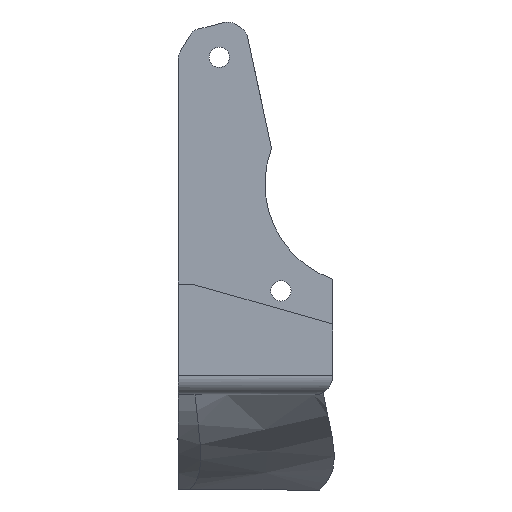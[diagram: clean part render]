
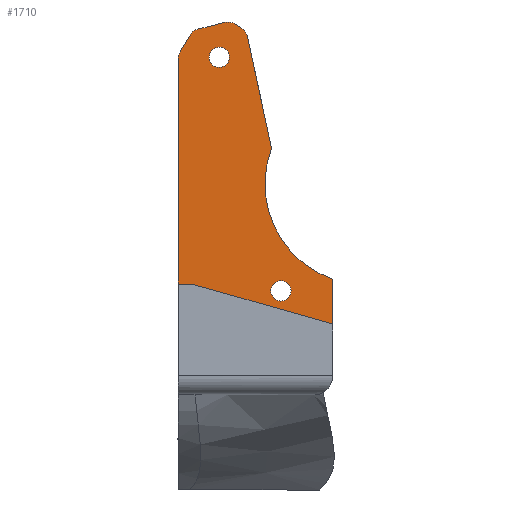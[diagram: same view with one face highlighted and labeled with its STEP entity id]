
A CAD part, left-side view. The second image highlights one B-rep face of the part: STEP entity #1710.
In plain terms, the highlighted planar face has unit normal (-1, 0, 0).
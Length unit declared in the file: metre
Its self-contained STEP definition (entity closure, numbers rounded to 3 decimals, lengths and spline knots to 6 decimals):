
#45=CIRCLE('',#1830,0.0018);
#46=CIRCLE('',#1832,0.0016);
#47=CIRCLE('',#1833,0.0016);
#48=CIRCLE('',#1834,0.0158);
#49=CIRCLE('',#1835,0.002);
#50=CIRCLE('',#1836,0.002);
#51=CIRCLE('',#1837,0.002);
#52=CIRCLE('',#1838,0.002);
#90=PLANE('',#1831);
#144=LINE('',#2674,#286);
#155=LINE('',#2700,#297);
#157=LINE('',#2712,#299);
#158=LINE('',#2715,#300);
#159=LINE('',#2716,#301);
#160=LINE('',#2720,#302);
#161=LINE('',#2724,#303);
#162=LINE('',#2728,#304);
#163=LINE('',#2732,#305);
#164=LINE('',#2736,#306);
#286=VECTOR('',#1959,1.);
#297=VECTOR('',#1976,1.);
#299=VECTOR('',#1990,1.);
#300=VECTOR('',#1991,1.);
#301=VECTOR('',#1992,1.);
#302=VECTOR('',#1995,1.);
#303=VECTOR('',#1998,1.);
#304=VECTOR('',#2001,1.);
#305=VECTOR('',#2004,1.);
#306=VECTOR('',#2007,1.);
#473=ORIENTED_EDGE('',*,*,#989,.F.);
#474=ORIENTED_EDGE('',*,*,#990,.F.);
#475=ORIENTED_EDGE('',*,*,#991,.F.);
#476=ORIENTED_EDGE('',*,*,#992,.T.);
#477=ORIENTED_EDGE('',*,*,#972,.F.);
#478=ORIENTED_EDGE('',*,*,#985,.T.);
#479=ORIENTED_EDGE('',*,*,#988,.T.);
#480=ORIENTED_EDGE('',*,*,#993,.T.);
#481=ORIENTED_EDGE('',*,*,#994,.F.);
#482=ORIENTED_EDGE('',*,*,#995,.F.);
#483=ORIENTED_EDGE('',*,*,#996,.T.);
#484=ORIENTED_EDGE('',*,*,#997,.F.);
#485=ORIENTED_EDGE('',*,*,#998,.T.);
#486=ORIENTED_EDGE('',*,*,#999,.T.);
#487=ORIENTED_EDGE('',*,*,#1000,.T.);
#488=ORIENTED_EDGE('',*,*,#1001,.T.);
#489=ORIENTED_EDGE('',*,*,#1002,.T.);
#490=ORIENTED_EDGE('',*,*,#1003,.T.);
#972=EDGE_CURVE('',#1230,#1231,#144,.T.);
#985=EDGE_CURVE('',#1230,#1242,#155,.T.);
#988=EDGE_CURVE('',#1242,#1244,#45,.T.);
#989=EDGE_CURVE('',#1245,#1245,#46,.T.);
#990=EDGE_CURVE('',#1246,#1246,#47,.T.);
#991=EDGE_CURVE('',#1247,#1248,#157,.T.);
#992=EDGE_CURVE('',#1247,#1231,#158,.T.);
#993=EDGE_CURVE('',#1244,#1249,#159,.T.);
#994=EDGE_CURVE('',#1250,#1249,#48,.T.);
#995=EDGE_CURVE('',#1251,#1250,#160,.T.);
#996=EDGE_CURVE('',#1251,#1252,#49,.T.);
#997=EDGE_CURVE('',#1253,#1252,#161,.T.);
#998=EDGE_CURVE('',#1253,#1254,#50,.T.);
#999=EDGE_CURVE('',#1254,#1255,#162,.T.);
#1000=EDGE_CURVE('',#1255,#1256,#51,.T.);
#1001=EDGE_CURVE('',#1256,#1257,#163,.T.);
#1002=EDGE_CURVE('',#1257,#1258,#52,.T.);
#1003=EDGE_CURVE('',#1258,#1248,#164,.T.);
#1230=VERTEX_POINT('',#2673);
#1231=VERTEX_POINT('',#2675);
#1242=VERTEX_POINT('',#2699);
#1244=VERTEX_POINT('',#2705);
#1245=VERTEX_POINT('',#2709);
#1246=VERTEX_POINT('',#2711);
#1247=VERTEX_POINT('',#2713);
#1248=VERTEX_POINT('',#2714);
#1249=VERTEX_POINT('',#2717);
#1250=VERTEX_POINT('',#2719);
#1251=VERTEX_POINT('',#2721);
#1252=VERTEX_POINT('',#2723);
#1253=VERTEX_POINT('',#2725);
#1254=VERTEX_POINT('',#2727);
#1255=VERTEX_POINT('',#2729);
#1256=VERTEX_POINT('',#2731);
#1257=VERTEX_POINT('',#2733);
#1258=VERTEX_POINT('',#2735);
#1463=EDGE_LOOP('',(#473));
#1464=EDGE_LOOP('',(#474));
#1465=EDGE_LOOP('',(#475,#476,#477,#478,#479,#480,#481,#482,#483,#484,#485,
#486,#487,#488,#489,#490));
#1577=FACE_BOUND('',#1463,.T.);
#1578=FACE_BOUND('',#1464,.T.);
#1579=FACE_BOUND('',#1465,.T.);
#1710=ADVANCED_FACE('',(#1577,#1578,#1579),#90,.T.);
#1830=AXIS2_PLACEMENT_3D('',#2706,#1982,#1983);
#1831=AXIS2_PLACEMENT_3D('',#2707,#1984,#1985);
#1832=AXIS2_PLACEMENT_3D('',#2708,#1986,#1987);
#1833=AXIS2_PLACEMENT_3D('',#2710,#1988,#1989);
#1834=AXIS2_PLACEMENT_3D('',#2718,#1993,#1994);
#1835=AXIS2_PLACEMENT_3D('',#2722,#1996,#1997);
#1836=AXIS2_PLACEMENT_3D('',#2726,#1999,#2000);
#1837=AXIS2_PLACEMENT_3D('',#2730,#2002,#2003);
#1838=AXIS2_PLACEMENT_3D('',#2734,#2005,#2006);
#1959=DIRECTION('',(0.,1.,0.));
#1976=DIRECTION('',(0.,0.,1.));
#1982=DIRECTION('',(1.,0.,0.));
#1983=DIRECTION('',(0.,1.,0.));
#1984=DIRECTION('',(-1.,0.,0.));
#1985=DIRECTION('',(0.,0.,1.));
#1986=DIRECTION('',(-1.,0.,0.));
#1987=DIRECTION('',(0.,-1.,0.));
#1988=DIRECTION('',(-1.,0.,0.));
#1989=DIRECTION('',(0.,1.,0.));
#1990=DIRECTION('',(0.,1.,0.));
#1991=DIRECTION('',(0.,0.,-1.));
#1992=DIRECTION('',(0.,0.,1.));
#1993=DIRECTION('',(-1.,0.,0.));
#1994=DIRECTION('',(0.,1.,0.));
#1995=DIRECTION('',(0.,-0.21,-0.978));
#1996=DIRECTION('',(-1.,0.,0.));
#1997=DIRECTION('',(0.,1.,0.));
#1998=DIRECTION('',(0.,-0.861,-0.509));
#1999=DIRECTION('',(-1.,0.,0.));
#2000=DIRECTION('',(0.,1.,0.));
#2001=DIRECTION('',(0.,0.969,-0.248));
#2002=DIRECTION('',(-1.,0.,0.));
#2003=DIRECTION('',(0.,1.,0.));
#2004=DIRECTION('',(0.,0.509,-0.861));
#2005=DIRECTION('',(-1.,0.,0.));
#2006=DIRECTION('',(0.,1.,0.));
#2007=DIRECTION('',(0.,0.,-1.));
#2673=CARTESIAN_POINT('',(0.08015,-0.177621,0.028744));
#2674=CARTESIAN_POINT('',(0.08015,-0.166371,0.028744));
#2675=CARTESIAN_POINT('',(0.08015,-0.157221,0.028744));
#2699=CARTESIAN_POINT('',(0.08015,-0.177621,0.030663));
#2700=CARTESIAN_POINT('',(0.08015,-0.177621,0.029703));
#2705=CARTESIAN_POINT('',(0.08015,-0.179421,0.032463));
#2706=CARTESIAN_POINT('',(0.08015,-0.179421,0.030663));
#2707=CARTESIAN_POINT('',(0.08015,-0.182411,0.055151));
#2708=CARTESIAN_POINT('',(0.08015,-0.171296,0.037657));
#2709=CARTESIAN_POINT('',(0.08015,-0.172896,0.037657));
#2710=CARTESIAN_POINT('',(0.08015,-0.161571,0.074457));
#2711=CARTESIAN_POINT('',(0.08015,-0.159971,0.074457));
#2712=CARTESIAN_POINT('',(0.08015,-0.166371,0.038744));
#2713=CARTESIAN_POINT('',(0.08015,-0.157221,0.038744));
#2714=CARTESIAN_POINT('',(0.08015,-0.155121,0.038744));
#2715=CARTESIAN_POINT('',(0.08015,-0.157221,0.038744));
#2716=CARTESIAN_POINT('',(0.08015,-0.179421,0.033789));
#2717=CARTESIAN_POINT('',(0.08015,-0.179421,0.03952));
#2718=CARTESIAN_POINT('',(0.08015,-0.184571,0.054457));
#2719=CARTESIAN_POINT('',(0.08015,-0.169807,0.060083));
#2720=CARTESIAN_POINT('',(0.08015,-0.167909,0.068918));
#2721=CARTESIAN_POINT('',(0.08015,-0.166011,0.077754));
#2722=CARTESIAN_POINT('',(0.08015,-0.164056,0.077334));
#2723=CARTESIAN_POINT('',(0.08015,-0.165074,0.079055));
#2724=CARTESIAN_POINT('',(0.08015,-0.164496,0.079397));
#2725=CARTESIAN_POINT('',(0.08015,-0.163918,0.079739));
#2726=CARTESIAN_POINT('',(0.08015,-0.1629,0.078018));
#2727=CARTESIAN_POINT('',(0.08015,-0.162403,0.079955));
#2728=CARTESIAN_POINT('',(0.08015,-0.1603,0.079416));
#2729=CARTESIAN_POINT('',(0.08015,-0.158196,0.078876));
#2730=CARTESIAN_POINT('',(0.08015,-0.158693,0.076939));
#2731=CARTESIAN_POINT('',(0.08015,-0.156972,0.077958));
#2732=CARTESIAN_POINT('',(0.08015,-0.156186,0.07663));
#2733=CARTESIAN_POINT('',(0.08015,-0.1554,0.075302));
#2734=CARTESIAN_POINT('',(0.08015,-0.157121,0.074283));
#2735=CARTESIAN_POINT('',(0.08015,-0.155121,0.074283));
#2736=CARTESIAN_POINT('',(0.08015,-0.155121,0.05117));
